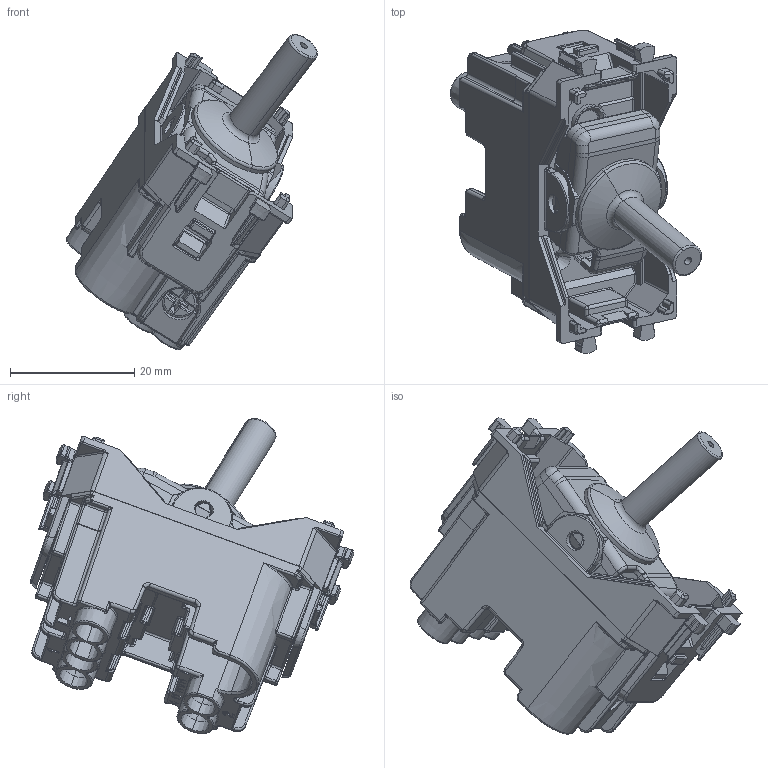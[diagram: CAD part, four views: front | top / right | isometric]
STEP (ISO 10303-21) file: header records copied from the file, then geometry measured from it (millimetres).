
FILE_DESCRIPTION(('CATIA V5 STEP Exchange'),'2;1');
FILE_NAME('444002ORO.stp','2024-03-28T07:24:10+00:00',('none'),('none'),'CATIA Version 5-6 Release 2016 SP6','CATIA V5 STEP AP203','none');
FILE_SCHEMA(('CONFIG_CONTROL_DESIGN'));
Products named in the file (1): STEP
Assembly tree (15 placements, depth 2):
  STEP
    #57
    #55057
    #57627  x2
    #59103  x3
    #61016  x3
    #61908
    #65825
    #66697
    #114322
    #130636
Bounding box: 40.42 x 52.04 x 50.74 mm (x, y, z)
Volume: 12136.3 mm3; surface area: 20741.7 mm2
Topology: 20 solids, 20 shells, 3626 faces, 9432 edges, 5637 vertices
Faces by surface type: plane 1326, cylinder 1270, bspline 519, cone 183, sphere 180, torus 132, extrusion 16
Entity records: 131136 total; most frequent: CARTESIAN_POINT 59832, ORIENTED_EDGE 17248, DIRECTION 10220, EDGE_CURVE 8624, VERTEX_POINT 5260, VECTOR 4030, LINE 4014, AXIS2_PLACEMENT_3D 3774
